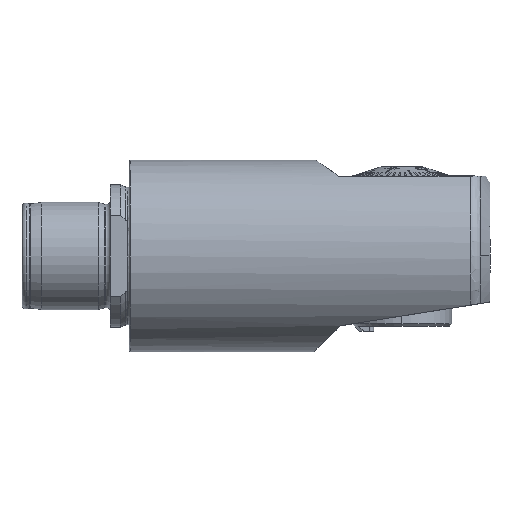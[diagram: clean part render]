
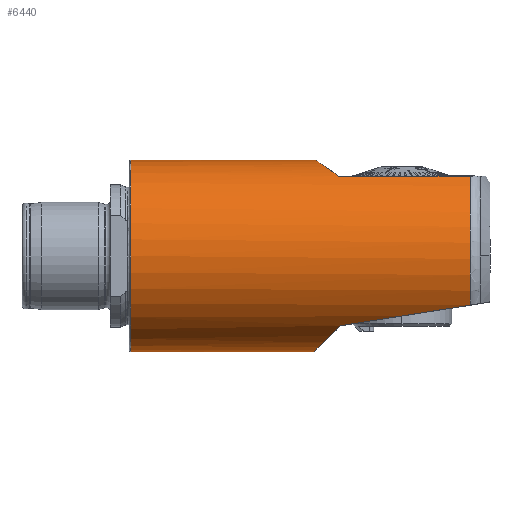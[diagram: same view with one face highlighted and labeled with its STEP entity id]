
A CAD part, front view. The second image highlights one B-rep face of the part: STEP entity #6440.
In plain terms, the highlighted cylindrical face has radius 12.5 mm (diameter 25 mm), a partial arc.
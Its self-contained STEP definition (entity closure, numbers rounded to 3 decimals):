
#130 = DIRECTION ( 'NONE',  ( 0., 0., 1. ) ) ;
#380 = ORIENTED_EDGE ( 'NONE', *, *, #1935, .F. ) ;
#508 = CARTESIAN_POINT ( 'NONE',  ( 41.621, -8.559, -9.11 ) ) ;
#539 = CARTESIAN_POINT ( 'NONE',  ( 40.383, -5.695, 11.131 ) ) ;
#642 = CARTESIAN_POINT ( 'NONE',  ( 41.371, -6.859, 10.45 ) ) ;
#910 = VERTEX_POINT ( 'NONE', #11837 ) ;
#1138 = EDGE_CURVE ( 'NONE', #5665, #910, #15454, .T. ) ;
#1145 = ORIENTED_EDGE ( 'NONE', *, *, #8477, .F. ) ;
#1262 = DIRECTION ( 'NONE',  ( 0., 0., 1. ) ) ;
#1285 = VERTEX_POINT ( 'NONE', #642 ) ;
#1528 = VERTEX_POINT ( 'NONE', #6643 ) ;
#1669 = CARTESIAN_POINT ( 'NONE',  ( 41.132, -8.048, -9.59 ) ) ;
#1743 = CARTESIAN_POINT ( 'NONE',  ( 38.212, -1.689, -12.414 ) ) ;
#1918 = CARTESIAN_POINT ( 'NONE',  ( -7.756, 0., 0. ) ) ;
#1935 = EDGE_CURVE ( 'NONE', #2479, #12239, #15522, .T. ) ;
#2252 = CARTESIAN_POINT ( 'NONE',  ( 38.4, -0.331, 12.5 ) ) ;
#2317 = CARTESIAN_POINT ( 'NONE',  ( 40.961, -6.414, 10.733 ) ) ;
#2325 = B_SPLINE_CURVE_WITH_KNOTS ( 'NONE', 3,
 ( #12306, #1669, #3434, #15896, #5221, #17703, #7019, #19492, #8797, #21285, #10604, #23085, #12374, #1743, #14170, #3512 ),
 .UNSPECIFIED., .F., .F.,
 ( 4, 2, 2, 2, 2, 2, 2, 4 ),
 ( 0.014, 0.017, 0.018, 0.019, 0.02, 0.021, 0.022, 0.024 ),
 .UNSPECIFIED. ) ;
#2479 = VERTEX_POINT ( 'NONE', #21075 ) ;
#2578 = CARTESIAN_POINT ( 'NONE',  ( 58.552, 0., 0. ) ) ;
#2696 = ORIENTED_EDGE ( 'NONE', *, *, #20852, .F. ) ;
#2865 = CARTESIAN_POINT ( 'NONE',  ( 38.4, 0., 12.5 ) ) ;
#3434 = CARTESIAN_POINT ( 'NONE',  ( 40.675, -7.488, -10.036 ) ) ;
#3512 = CARTESIAN_POINT ( 'NONE',  ( 38.122, 0., -12.5 ) ) ;
#3668 = DIRECTION ( 'NONE',  ( -1., 0., 0. ) ) ;
#4003 = CARTESIAN_POINT ( 'NONE',  ( 38.419, -0.666, 12.487 ) ) ;
#4078 = CARTESIAN_POINT ( 'NONE',  ( 41.371, -6.859, 10.45 ) ) ;
#4350 = DIRECTION ( 'NONE',  ( 0., 1., 0. ) ) ;
#4416 = CARTESIAN_POINT ( 'NONE',  ( 38.122, 0., -12.5 ) ) ;
#4912 = ORIENTED_EDGE ( 'NONE', *, *, #1138, .F. ) ;
#5091 =( BOUNDED_CURVE ( )  B_SPLINE_CURVE ( 3, ( #7578, #16455, #11171, #508 ),
 .UNSPECIFIED., .F., .F. ) 
 B_SPLINE_CURVE_WITH_KNOTS ( ( 4, 4 ),
 ( 5.253, 5.529 ),
 .UNSPECIFIED. ) 
 CURVE ( )  GEOMETRIC_REPRESENTATION_ITEM ( )  RATIONAL_B_SPLINE_CURVE ( ( 1., 0.994, 0.994, 1. ) ) 
 REPRESENTATION_ITEM ( '' )  );
#5221 = CARTESIAN_POINT ( 'NONE',  ( 39.847, -6.238, -10.839 ) ) ;
#5386 = CARTESIAN_POINT ( 'NONE',  ( 38.4, 0., 12.5 ) ) ;
#5665 = VERTEX_POINT ( 'NONE', #4416 ) ;
#5820 = CARTESIAN_POINT ( 'NONE',  ( 38.553, -1.656, 12.394 ) ) ;
#6192 = AXIS2_PLACEMENT_3D ( 'NONE', #22619, #11910, #1262 ) ;
#6440 = ADVANCED_FACE ( 'NONE', ( #10991 ), #14015, .T. ) ;
#6643 = CARTESIAN_POINT ( 'NONE',  ( 14.2, 0., 12.5 ) ) ;
#6795 = DIRECTION ( 'NONE',  ( 1., 0., 0. ) ) ;
#7019 = CARTESIAN_POINT ( 'NONE',  ( 39.296, -5.204, -11.372 ) ) ;
#7272 = DIRECTION ( 'NONE',  ( -1., 0., 0. ) ) ;
#7578 = CARTESIAN_POINT ( 'NONE',  ( 58.552, -10.721, -6.428 ) ) ;
#7595 = CARTESIAN_POINT ( 'NONE',  ( 38.792, -2.609, 12.229 ) ) ;
#7651 = EDGE_LOOP ( 'NONE', ( #4912, #2696, #18307, #380, #17599, #1145, #21505, #10298 ) ) ;
#8035 = CARTESIAN_POINT ( 'NONE',  ( 58.552, -10.721, -6.428 ) ) ;
#8477 = EDGE_CURVE ( 'NONE', #14167, #1285, #12336, .T. ) ;
#8797 = CARTESIAN_POINT ( 'NONE',  ( 38.836, -4.102, -11.815 ) ) ;
#9117 = DIRECTION ( 'NONE',  ( -1., 0., 0. ) ) ;
#9378 = CARTESIAN_POINT ( 'NONE',  ( 39.129, -3.528, 11.996 ) ) ;
#9398 = VECTOR ( 'NONE', #6795, 1000. ) ;
#9877 = CIRCLE ( 'NONE', #6192, 12.5 ) ;
#10069 = EDGE_CURVE ( 'NONE', #14167, #1528, #11175, .T. ) ;
#10298 = ORIENTED_EDGE ( 'NONE', *, *, #20761, .F. ) ;
#10604 = CARTESIAN_POINT ( 'NONE',  ( 38.589, -3.322, -12.052 ) ) ;
#10861 = CARTESIAN_POINT ( 'NONE',  ( -7.756, 0., 12.5 ) ) ;
#10991 = FACE_OUTER_BOUND ( 'NONE', #7651, .T. ) ;
#11171 = CARTESIAN_POINT ( 'NONE',  ( 46.616, -9.401, -8.319 ) ) ;
#11175 = LINE ( 'NONE', #10861, #20099 ) ;
#11188 = CARTESIAN_POINT ( 'NONE',  ( 39.85, -4.935, 11.498 ) ) ;
#11812 = VERTEX_POINT ( 'NONE', #22699 ) ;
#11837 = CARTESIAN_POINT ( 'NONE',  ( 14.2, 0., -12.5 ) ) ;
#11910 = DIRECTION ( 'NONE',  ( -1., 0., 0. ) ) ;
#12239 = VERTEX_POINT ( 'NONE', #8035 ) ;
#12306 = CARTESIAN_POINT ( 'NONE',  ( 41.621, -8.559, -9.11 ) ) ;
#12336 = B_SPLINE_CURVE_WITH_KNOTS ( 'NONE', 3,
 ( #5386, #2252, #4003, #16480, #5820, #18289, #7595, #20086, #9378, #21876, #11188, #539, #12946, #2317, #14757, #4078 ),
 .UNSPECIFIED., .F., .F.,
 ( 4, 2, 2, 2, 2, 2, 2, 4 ),
 ( 0.008, 0.009, 0.01, 0.011, 0.012, 0.014, 0.015, 0.016 ),
 .UNSPECIFIED. ) ;
#12374 = CARTESIAN_POINT ( 'NONE',  ( 38.431, -2.715, -12.203 ) ) ;
#12946 = CARTESIAN_POINT ( 'NONE',  ( 40.571, -5.941, 11.001 ) ) ;
#13859 = CARTESIAN_POINT ( 'NONE',  ( -7.756, -6.859, 10.45 ) ) ;
#14015 = CYLINDRICAL_SURFACE ( 'NONE', #17271, 12.5 ) ;
#14142 = LINE ( 'NONE', #13859, #9398 ) ;
#14167 = VERTEX_POINT ( 'NONE', #2865 ) ;
#14170 = CARTESIAN_POINT ( 'NONE',  ( 38.122, -0.852, -12.5 ) ) ;
#14757 = CARTESIAN_POINT ( 'NONE',  ( 41.163, -6.641, 10.593 ) ) ;
#14974 = EDGE_CURVE ( 'NONE', #12239, #11812, #5091, .T. ) ;
#15022 = DIRECTION ( 'NONE',  ( 1., 0., 0. ) ) ;
#15454 = LINE ( 'NONE', #16134, #20224 ) ;
#15522 = CIRCLE ( 'NONE', #20542, 12.5 ) ;
#15896 = CARTESIAN_POINT ( 'NONE',  ( 40.047, -6.561, -10.646 ) ) ;
#16134 = CARTESIAN_POINT ( 'NONE',  ( -7.756, 0., -12.5 ) ) ;
#16342 = EDGE_CURVE ( 'NONE', #1285, #2479, #14142, .T. ) ;
#16455 = CARTESIAN_POINT ( 'NONE',  ( 52.296, -10.126, -7.419 ) ) ;
#16480 = CARTESIAN_POINT ( 'NONE',  ( 38.496, -1.33, 12.433 ) ) ;
#17271 = AXIS2_PLACEMENT_3D ( 'NONE', #1918, #7272, #130 ) ;
#17599 = ORIENTED_EDGE ( 'NONE', *, *, #16342, .F. ) ;
#17703 = CARTESIAN_POINT ( 'NONE',  ( 39.471, -5.557, -11.203 ) ) ;
#18289 = CARTESIAN_POINT ( 'NONE',  ( 38.701, -2.296, 12.292 ) ) ;
#18307 = ORIENTED_EDGE ( 'NONE', *, *, #14974, .F. ) ;
#19492 = CARTESIAN_POINT ( 'NONE',  ( 38.979, -4.477, -11.677 ) ) ;
#20086 = CARTESIAN_POINT ( 'NONE',  ( 39.006, -3.226, 12.081 ) ) ;
#20099 = VECTOR ( 'NONE', #9117, 1000. ) ;
#20224 = VECTOR ( 'NONE', #3668, 1000. ) ;
#20542 = AXIS2_PLACEMENT_3D ( 'NONE', #2578, #15022, #4350 ) ;
#20761 = EDGE_CURVE ( 'NONE', #910, #1528, #9877, .T. ) ;
#20852 = EDGE_CURVE ( 'NONE', #11812, #5665, #2325, .T. ) ;
#21075 = CARTESIAN_POINT ( 'NONE',  ( 58.552, -6.859, 10.45 ) ) ;
#21285 = CARTESIAN_POINT ( 'NONE',  ( 38.647, -3.519, -11.996 ) ) ;
#21505 = ORIENTED_EDGE ( 'NONE', *, *, #10069, .T. ) ;
#21876 = CARTESIAN_POINT ( 'NONE',  ( 39.533, -4.396, 11.717 ) ) ;
#22619 = CARTESIAN_POINT ( 'NONE',  ( 14.2, 0., 0. ) ) ;
#22699 = CARTESIAN_POINT ( 'NONE',  ( 41.621, -8.559, -9.11 ) ) ;
#23085 = CARTESIAN_POINT ( 'NONE',  ( 38.481, -2.92, -12.156 ) ) ;
